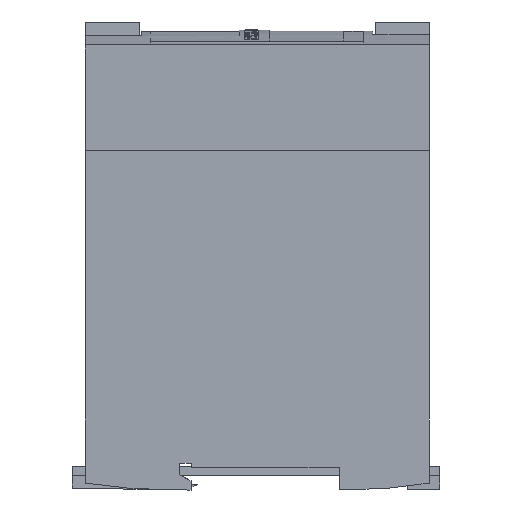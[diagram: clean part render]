
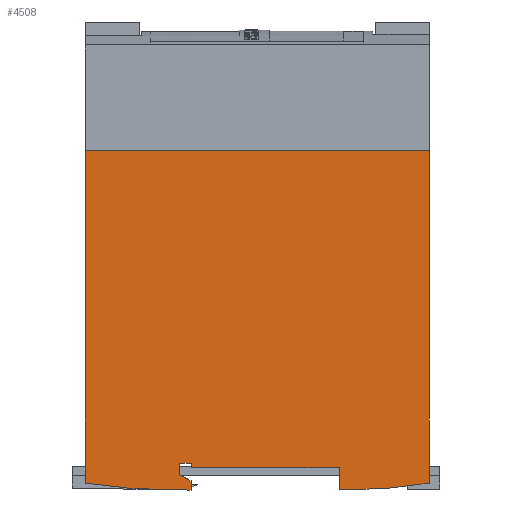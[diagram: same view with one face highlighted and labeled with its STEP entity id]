
A CAD part, left-side view. The second image highlights one B-rep face of the part: STEP entity #4508.
In plain terms, the highlighted planar face has unit normal (-1, 0, 0).
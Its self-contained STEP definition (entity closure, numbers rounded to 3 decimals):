
#244 = PLANE ( 'NONE',  #7123 ) ;
#245 = CARTESIAN_POINT ( 'NONE',  ( 6.584, 22.941, -54.763 ) ) ;
#246 = DIRECTION ( 'NONE',  ( 1., 0., 0. ) ) ;
#247 = DIRECTION ( 'NONE',  ( 0., 1., 0. ) ) ;
#401 = CARTESIAN_POINT ( 'NONE',  ( 6.584, 32.723, -53.638 ) ) ;
#402 = CARTESIAN_POINT ( 'NONE',  ( 6.584, 23.042, -55.138 ) ) ;
#403 = CARTESIAN_POINT ( 'NONE',  ( 6.584, 12.956, -55.138 ) ) ;
#408 = CARTESIAN_POINT ( 'NONE',  ( 6.584, 12.956, -55.138 ) ) ;
#409 = DIRECTION ( 'NONE',  ( 0., -1., 0. ) ) ;
#414 = CARTESIAN_POINT ( 'NONE',  ( 6.584, 9.631, -55.138 ) ) ;
#415 = DIRECTION ( 'NONE',  ( 0., 0., 1. ) ) ;
#424 = CARTESIAN_POINT ( 'NONE',  ( 6.584, 9.631, -53.138 ) ) ;
#425 = DIRECTION ( 'NONE',  ( 0., 0.876, 0.483 ) ) ;
#432 = CARTESIAN_POINT ( 'NONE',  ( 6.584, -22.672, -50.288 ) ) ;
#433 = DIRECTION ( 'NONE',  ( 0., 0., -1. ) ) ;
#442 = CARTESIAN_POINT ( 'NONE',  ( 6.584, -22.672, -55.138 ) ) ;
#443 = DIRECTION ( 'NONE',  ( 0., -1., 0. ) ) ;
#449 = CARTESIAN_POINT ( 'NONE',  ( 6.584, -23.672, -55.138 ) ) ;
#450 = CARTESIAN_POINT ( 'NONE',  ( 6.584, -33.29, -55.138 ) ) ;
#451 = CARTESIAN_POINT ( 'NONE',  ( 6.584, -42.277, -53.638 ) ) ;
#490 = CARTESIAN_POINT ( 'NONE',  ( 6.584, -42.277, -53.638 ) ) ;
#491 = DIRECTION ( 'NONE',  ( 0., 0., 1. ) ) ;
#496 = CARTESIAN_POINT ( 'NONE',  ( 6.584, -42.277, 18.862 ) ) ;
#497 = DIRECTION ( 'NONE',  ( 0., 1., 0. ) ) ;
#500 = CARTESIAN_POINT ( 'NONE',  ( 6.584, 32.723, 18.862 ) ) ;
#501 = DIRECTION ( 'NONE',  ( 0., 0., -1. ) ) ;
#554 = CARTESIAN_POINT ( 'NONE',  ( 6.584, 12.078, -51.788 ) ) ;
#555 = DIRECTION ( 'NONE',  ( 0., 0., 1. ) ) ;
#562 = CARTESIAN_POINT ( 'NONE',  ( 6.584, 12.078, -49.288 ) ) ;
#563 = DIRECTION ( 'NONE',  ( 0., -1., 0. ) ) ;
#572 = CARTESIAN_POINT ( 'NONE',  ( 6.584, 9.578, -49.288 ) ) ;
#573 = DIRECTION ( 'NONE',  ( 0., 0., -1. ) ) ;
#578 = CARTESIAN_POINT ( 'NONE',  ( 6.584, 9.578, -50.288 ) ) ;
#579 = DIRECTION ( 'NONE',  ( 0., -1., 0. ) ) ;
#3580 = CARTESIAN_POINT ( 'NONE',  ( 6.584, 12.956, -55.138 ) ) ;
#3585 = CARTESIAN_POINT ( 'NONE',  ( 6.584, 9.631, -53.138 ) ) ;
#3595 = CARTESIAN_POINT ( 'NONE',  ( 6.584, 9.631, -55.138 ) ) ;
#3596 = CARTESIAN_POINT ( 'NONE',  ( 6.584, 12.078, -51.788 ) ) ;
#3599 = CARTESIAN_POINT ( 'NONE',  ( 6.584, -23.672, -55.138 ) ) ;
#3604 = CARTESIAN_POINT ( 'NONE',  ( 6.584, -22.672, -55.138 ) ) ;
#3628 = CARTESIAN_POINT ( 'NONE',  ( 6.584, -42.277, 18.862 ) ) ;
#3633 = CARTESIAN_POINT ( 'NONE',  ( 6.584, 32.723, 18.862 ) ) ;
#3637 = CARTESIAN_POINT ( 'NONE',  ( 6.584, -42.277, -53.638 ) ) ;
#3640 = CARTESIAN_POINT ( 'NONE',  ( 6.584, -22.672, -50.288 ) ) ;
#3649 = CARTESIAN_POINT ( 'NONE',  ( 6.584, 32.723, -53.638 ) ) ;
#3657 = CARTESIAN_POINT ( 'NONE',  ( 6.584, 9.578, -49.288 ) ) ;
#3658 = CARTESIAN_POINT ( 'NONE',  ( 6.584, 12.078, -49.288 ) ) ;
#3659 = CARTESIAN_POINT ( 'NONE',  ( 6.584, 9.578, -50.288 ) ) ;
#3752 = VECTOR ( 'NONE', #491, 1000. ) ;
#3767 = VECTOR ( 'NONE', #497, 1000. ) ;
#3768 = VECTOR ( 'NONE', #501, 1000. ) ;
#3774 = VECTOR ( 'NONE', #573, 1000. ) ;
#3776 = VECTOR ( 'NONE', #563, 1000. ) ;
#3783 = VECTOR ( 'NONE', #555, 1000. ) ;
#3796 = VECTOR ( 'NONE', #579, 1000. ) ;
#4508 = ADVANCED_FACE ( 'NONE', ( #6225 ), #244, .F. ) ;
#4572 = EDGE_CURVE ( 'NONE', #12152, #12083, #10368, .T. ) ;
#4575 = EDGE_CURVE ( 'NONE', #12083, #12098, #6291, .T. ) ;
#4578 = EDGE_CURVE ( 'NONE', #12098, #12088, #6294, .T. ) ;
#4583 = EDGE_CURVE ( 'NONE', #12088, #12099, #6299, .T. ) ;
#4587 = EDGE_CURVE ( 'NONE', #12143, #12107, #6303, .T. ) ;
#4592 = EDGE_CURVE ( 'NONE', #12107, #12102, #6308, .T. ) ;
#4595 = EDGE_CURVE ( 'NONE', #12102, #12140, #10360, .T. ) ;
#4615 = EDGE_CURVE ( 'NONE', #12140, #12131, #6329, .T. ) ;
#4618 = EDGE_CURVE ( 'NONE', #12131, #12136, #6332, .T. ) ;
#4620 = EDGE_CURVE ( 'NONE', #12136, #12152, #6334, .T. ) ;
#4646 = EDGE_CURVE ( 'NONE', #12099, #12161, #6358, .T. ) ;
#4650 = EDGE_CURVE ( 'NONE', #12161, #12160, #6362, .T. ) ;
#4655 = EDGE_CURVE ( 'NONE', #12160, #12162, #6367, .T. ) ;
#4658 = EDGE_CURVE ( 'NONE', #12162, #12143, #6370, .T. ) ;
#6225 = FACE_OUTER_BOUND ( 'NONE', #12168, .T. ) ;
#6291 = LINE ( 'NONE', #408, #7196 ) ;
#6294 = LINE ( 'NONE', #414, #7199 ) ;
#6299 = LINE ( 'NONE', #424, #7204 ) ;
#6303 = LINE ( 'NONE', #432, #7208 ) ;
#6308 = LINE ( 'NONE', #442, #7213 ) ;
#6329 = LINE ( 'NONE', #490, #3752 ) ;
#6332 = LINE ( 'NONE', #496, #3767 ) ;
#6334 = LINE ( 'NONE', #500, #3768 ) ;
#6358 = LINE ( 'NONE', #554, #3783 ) ;
#6362 = LINE ( 'NONE', #562, #3776 ) ;
#6367 = LINE ( 'NONE', #572, #3774 ) ;
#6370 = LINE ( 'NONE', #578, #3796 ) ;
#7123 = AXIS2_PLACEMENT_3D ( 'NONE', #245, #246, #247 ) ;
#7196 = VECTOR ( 'NONE', #409, 1000. ) ;
#7199 = VECTOR ( 'NONE', #415, 1000. ) ;
#7204 = VECTOR ( 'NONE', #425, 1000. ) ;
#7208 = VECTOR ( 'NONE', #433, 1000. ) ;
#7213 = VECTOR ( 'NONE', #443, 1000. ) ;
#10360 = B_SPLINE_CURVE_WITH_KNOTS ( 'NONE', 2,
 ( #449, #450, #451 ),
 .UNSPECIFIED., .F., .F.,
 ( 3, 3 ),
 ( 12., 13. ),
 .UNSPECIFIED. ) ;
#10368 = B_SPLINE_CURVE_WITH_KNOTS ( 'NONE', 2,
 ( #401, #402, #403 ),
 .UNSPECIFIED., .F., .F.,
 ( 3, 3 ),
 ( 2., 3. ),
 .UNSPECIFIED. ) ;
#12083 = VERTEX_POINT ( 'NONE', #3580 ) ;
#12088 = VERTEX_POINT ( 'NONE', #3585 ) ;
#12098 = VERTEX_POINT ( 'NONE', #3595 ) ;
#12099 = VERTEX_POINT ( 'NONE', #3596 ) ;
#12102 = VERTEX_POINT ( 'NONE', #3599 ) ;
#12107 = VERTEX_POINT ( 'NONE', #3604 ) ;
#12131 = VERTEX_POINT ( 'NONE', #3628 ) ;
#12136 = VERTEX_POINT ( 'NONE', #3633 ) ;
#12140 = VERTEX_POINT ( 'NONE', #3637 ) ;
#12143 = VERTEX_POINT ( 'NONE', #3640 ) ;
#12152 = VERTEX_POINT ( 'NONE', #3649 ) ;
#12160 = VERTEX_POINT ( 'NONE', #3657 ) ;
#12161 = VERTEX_POINT ( 'NONE', #3658 ) ;
#12162 = VERTEX_POINT ( 'NONE', #3659 ) ;
#12168 = EDGE_LOOP ( 'NONE', ( #12454, #12455, #12456, #12453, #12457, #12458, #12459, #12460, #12461, #12462, #12463, #12464, #12465, #12466 ) ) ;
#12453 = ORIENTED_EDGE ( 'NONE', *, *, #4572, .T. ) ;
#12454 = ORIENTED_EDGE ( 'NONE', *, *, #4615, .T. ) ;
#12455 = ORIENTED_EDGE ( 'NONE', *, *, #4618, .T. ) ;
#12456 = ORIENTED_EDGE ( 'NONE', *, *, #4620, .T. ) ;
#12457 = ORIENTED_EDGE ( 'NONE', *, *, #4575, .T. ) ;
#12458 = ORIENTED_EDGE ( 'NONE', *, *, #4578, .T. ) ;
#12459 = ORIENTED_EDGE ( 'NONE', *, *, #4583, .T. ) ;
#12460 = ORIENTED_EDGE ( 'NONE', *, *, #4646, .T. ) ;
#12461 = ORIENTED_EDGE ( 'NONE', *, *, #4650, .T. ) ;
#12462 = ORIENTED_EDGE ( 'NONE', *, *, #4655, .T. ) ;
#12463 = ORIENTED_EDGE ( 'NONE', *, *, #4658, .T. ) ;
#12464 = ORIENTED_EDGE ( 'NONE', *, *, #4587, .T. ) ;
#12465 = ORIENTED_EDGE ( 'NONE', *, *, #4592, .T. ) ;
#12466 = ORIENTED_EDGE ( 'NONE', *, *, #4595, .T. ) ;
